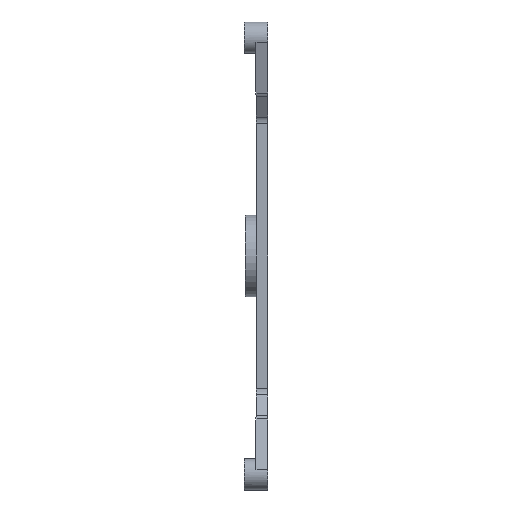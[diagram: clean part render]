
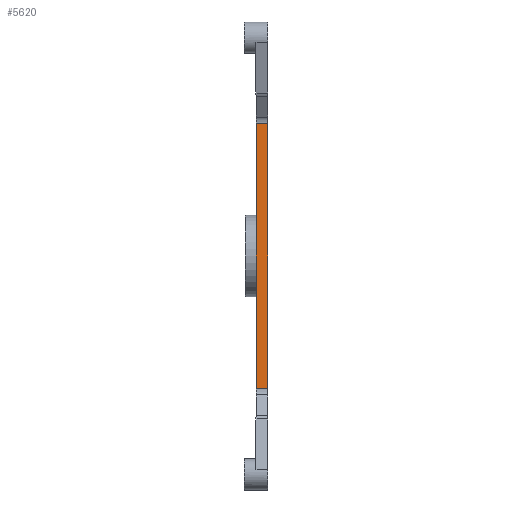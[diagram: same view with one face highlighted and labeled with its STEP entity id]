
A CAD part, left-side view. The second image highlights one B-rep face of the part: STEP entity #5620.
In plain terms, the highlighted planar face has unit normal (-1, 0, 0).
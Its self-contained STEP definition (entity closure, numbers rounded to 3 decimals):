
#257 = CARTESIAN_POINT ( 'NONE',  ( -55., 0., -33.904 ) ) ;
#307 = EDGE_CURVE ( 'NONE', #4221, #6198, #6387, .T. ) ;
#416 = CARTESIAN_POINT ( 'NONE',  ( -55., 0., -34.847 ) ) ;
#648 = VECTOR ( 'NONE', #5989, 1000. ) ;
#879 = DIRECTION ( 'NONE',  ( 0., 0., 1. ) ) ;
#1010 = CARTESIAN_POINT ( 'NONE',  ( -55., 3., -34.847 ) ) ;
#1212 = EDGE_CURVE ( 'NONE', #6198, #2483, #2735, .T. ) ;
#1324 = VECTOR ( 'NONE', #879, 1000. ) ;
#1983 = FACE_OUTER_BOUND ( 'NONE', #4826, .T. ) ;
#2483 = VERTEX_POINT ( 'NONE', #6027 ) ;
#2606 = AXIS2_PLACEMENT_3D ( 'NONE', #4470, #4373, #2908 ) ;
#2735 = LINE ( 'NONE', #3744, #3426 ) ;
#2742 = ORIENTED_EDGE ( 'NONE', *, *, #4959, .T. ) ;
#2806 = DIRECTION ( 'NONE',  ( 0., -1., 0. ) ) ;
#2908 = DIRECTION ( 'NONE',  ( 0., 0., -1. ) ) ;
#3426 = VECTOR ( 'NONE', #4231, 1000. ) ;
#3577 = EDGE_CURVE ( 'NONE', #5627, #2483, #4057, .T. ) ;
#3653 = ORIENTED_EDGE ( 'NONE', *, *, #307, .T. ) ;
#3744 = CARTESIAN_POINT ( 'NONE',  ( -55., 3., 33.904 ) ) ;
#3955 = ORIENTED_EDGE ( 'NONE', *, *, #3577, .F. ) ;
#4057 = LINE ( 'NONE', #1010, #648 ) ;
#4221 = VERTEX_POINT ( 'NONE', #4285 ) ;
#4231 = DIRECTION ( 'NONE',  ( 0., 1., 0. ) ) ;
#4285 = CARTESIAN_POINT ( 'NONE',  ( -55., 0., -33.904 ) ) ;
#4301 = LINE ( 'NONE', #257, #6363 ) ;
#4373 = DIRECTION ( 'NONE',  ( 1., 0., 0. ) ) ;
#4470 = CARTESIAN_POINT ( 'NONE',  ( -55., 3., -34.847 ) ) ;
#4826 = EDGE_LOOP ( 'NONE', ( #3955, #2742, #3653, #5956 ) ) ;
#4959 = EDGE_CURVE ( 'NONE', #5627, #4221, #4301, .T. ) ;
#5620 = ADVANCED_FACE ( 'NONE', ( #1983 ), #5913, .F. ) ;
#5627 = VERTEX_POINT ( 'NONE', #6464 ) ;
#5880 = CARTESIAN_POINT ( 'NONE',  ( -55., 0., 33.904 ) ) ;
#5913 = PLANE ( 'NONE',  #2606 ) ;
#5956 = ORIENTED_EDGE ( 'NONE', *, *, #1212, .T. ) ;
#5989 = DIRECTION ( 'NONE',  ( 0., 0., 1. ) ) ;
#6027 = CARTESIAN_POINT ( 'NONE',  ( -55., 3., 33.904 ) ) ;
#6198 = VERTEX_POINT ( 'NONE', #5880 ) ;
#6363 = VECTOR ( 'NONE', #2806, 1000. ) ;
#6387 = LINE ( 'NONE', #416, #1324 ) ;
#6464 = CARTESIAN_POINT ( 'NONE',  ( -55., 3., -33.904 ) ) ;
